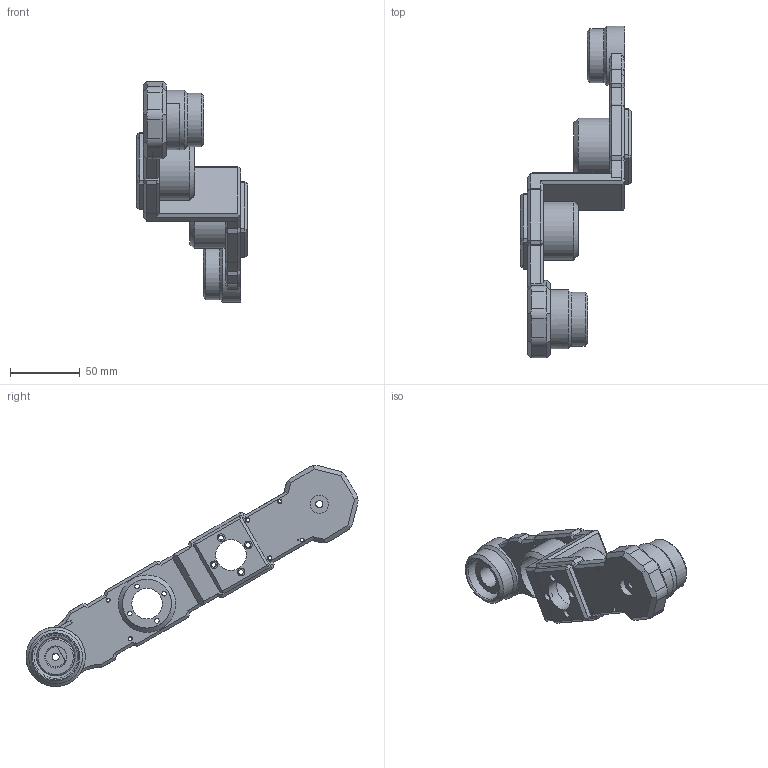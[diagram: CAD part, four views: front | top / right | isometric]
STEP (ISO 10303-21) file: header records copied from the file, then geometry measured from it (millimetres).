
FILE_DESCRIPTION(/* description */ (''),/* implementation_level */ '2;1');
FILE_NAME(/* name */ 'Arm2.step',/* time_stamp */ '2022-02-10T17:10:55+01:00',/* author */ (''),/* organization */ (''),/* preprocessor_version */ 'ST-DEVELOPER v18.1',/* originating_system */ 'Autodesk Translation Framework v10.13.0.1454',/* authorisation */ '');
FILE_SCHEMA (('AUTOMOTIVE_DESIGN { 1 0 10303 214 3 1 1 }'));
Length unit declared in the file: millimetre
Products named in the file (1): 3D-Modell
Bounding box: 80.04 x 238.82 x 158.97 mm (x, y, z)
Volume: 208202.9 mm3; surface area: 65398.6 mm2
Topology: 2 solids, 2 shells, 659 faces, 1828 edges, 1188 vertices
Faces by surface type: plane 329, cylinder 285, bspline 26, cone 15, torus 4
Full cylindrical faces by diameter (mm): 2.529 x43, 3.086 x8, 3.329 x1, 3.34 x1, 3.345 x4, 3.346 x1, 3.411 x1, 5.07 x2, 5.205 x1, 5.5 x8, 13 x1, 14.239 x2, 15.927 x2, 22 x1, 22.184 x1, 27.332 x4, 31.332 x2, 35.091 x1, 35.178 x1, 38.66 x2, 41.301 x1, 41.928 x1, 42.66 x2
Entity records: 33256 total; most frequent: CARTESIAN_POINT 17390, ORIENTED_EDGE 3658, DIRECTION 2654, EDGE_CURVE 1829, VERTEX_POINT 1188, LINE 908, VECTOR 908, AXIS2_PLACEMENT_3D 873
